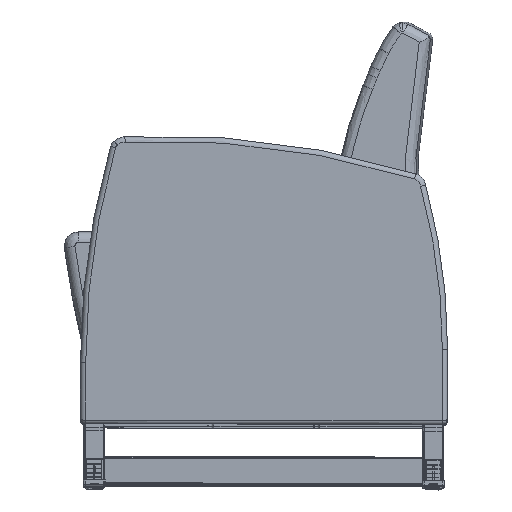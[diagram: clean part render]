
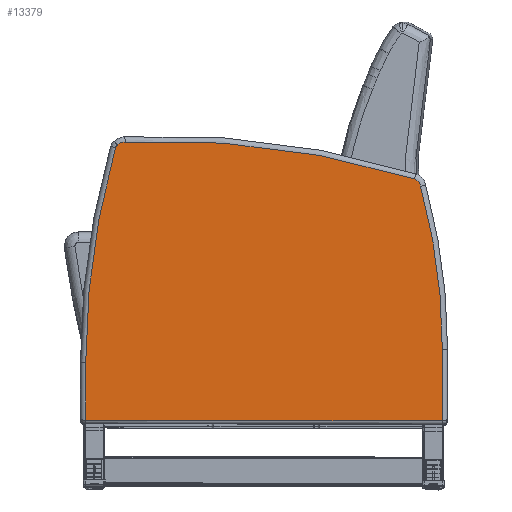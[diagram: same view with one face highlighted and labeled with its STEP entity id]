
A CAD part, top view. The second image highlights one B-rep face of the part: STEP entity #13379.
In plain terms, the highlighted face is planar.
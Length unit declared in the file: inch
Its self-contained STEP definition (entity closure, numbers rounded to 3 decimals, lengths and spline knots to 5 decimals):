
#278=PLANE('',#14570);
#924=LINE('',#23675,#1698);
#927=LINE('',#23763,#1701);
#933=LINE('',#23845,#1707);
#1698=VECTOR('',#16432,0.3937);
#1701=VECTOR('',#16443,0.3937);
#1707=VECTOR('',#16487,0.3937);
#2850=FACE_OUTER_BOUND('',#3784,.T.);
#3784=EDGE_LOOP('',(#9865,#9866,#9867,#9868,#9869,#9870,#9871,#9872,#9873));
#4738=CIRCLE('',#14539,43.454);
#4742=CIRCLE('',#14545,0.625);
#4743=CIRCLE('',#14547,59.875);
#4745=CIRCLE('',#14550,0.875);
#4747=CIRCLE('',#14552,0.375);
#4749=CIRCLE('',#14555,56.682);
#6016=VERTEX_POINT('',#23406);
#6018=VERTEX_POINT('',#23453);
#6038=VERTEX_POINT('',#23674);
#6040=VERTEX_POINT('',#23710);
#6041=VERTEX_POINT('',#23711);
#6045=VERTEX_POINT('',#23767);
#6046=VERTEX_POINT('',#23771);
#6048=VERTEX_POINT('',#23788);
#6050=VERTEX_POINT('',#23813);
#7349=EDGE_CURVE('',#6016,#6038,#924,.T.);
#7352=EDGE_CURVE('',#6040,#6041,#4738,.T.);
#7357=EDGE_CURVE('',#6041,#6018,#927,.T.);
#7360=EDGE_CURVE('',#6045,#6040,#4742,.T.);
#7361=EDGE_CURVE('',#6046,#6045,#4743,.T.);
#7364=EDGE_CURVE('',#6048,#6046,#4745,.T.);
#7367=EDGE_CURVE('',#6050,#6048,#4747,.T.);
#7370=EDGE_CURVE('',#6038,#6050,#4749,.T.);
#7377=EDGE_CURVE('',#6018,#6016,#933,.T.);
#9865=ORIENTED_EDGE('',*,*,#7349,.F.);
#9866=ORIENTED_EDGE('',*,*,#7377,.F.);
#9867=ORIENTED_EDGE('',*,*,#7357,.F.);
#9868=ORIENTED_EDGE('',*,*,#7352,.F.);
#9869=ORIENTED_EDGE('',*,*,#7360,.F.);
#9870=ORIENTED_EDGE('',*,*,#7361,.F.);
#9871=ORIENTED_EDGE('',*,*,#7364,.F.);
#9872=ORIENTED_EDGE('',*,*,#7367,.F.);
#9873=ORIENTED_EDGE('',*,*,#7370,.F.);
#13379=ADVANCED_FACE('',(#2850),#278,.F.);
#14539=AXIS2_PLACEMENT_3D('',#23712,#16436,#16437);
#14545=AXIS2_PLACEMENT_3D('',#23769,#16450,#16451);
#14547=AXIS2_PLACEMENT_3D('',#23772,#16454,#16455);
#14550=AXIS2_PLACEMENT_3D('',#23789,#16460,#16461);
#14552=AXIS2_PLACEMENT_3D('',#23814,#16464,#16465);
#14555=AXIS2_PLACEMENT_3D('',#23834,#16470,#16471);
#14570=AXIS2_PLACEMENT_3D('',#23862,#16513,#16514);
#16432=DIRECTION('',(0.,1.,0.));
#16436=DIRECTION('center_axis',(0.,0.,1.));
#16437=DIRECTION('ref_axis',(-0.991,0.134,0.));
#16443=DIRECTION('',(0.,-1.,0.));
#16450=DIRECTION('center_axis',(0.,0.,1.));
#16451=DIRECTION('ref_axis',(-0.761,0.649,0.));
#16454=DIRECTION('center_axis',(0.,0.,1.));
#16455=DIRECTION('ref_axis',(-0.124,0.992,0.));
#16460=DIRECTION('center_axis',(0.,0.,1.));
#16461=DIRECTION('ref_axis',(0.367,0.93,0.));
#16464=DIRECTION('center_axis',(0.,0.,1.));
#16465=DIRECTION('ref_axis',(0.828,0.56,0.));
#16470=DIRECTION('center_axis',(0.,0.,1.));
#16471=DIRECTION('ref_axis',(0.991,0.136,0.));
#16487=DIRECTION('',(1.,0.,0.));
#16513=DIRECTION('center_axis',(0.,0.,1.));
#16514=DIRECTION('ref_axis',(1.,0.,0.));
#23406=CARTESIAN_POINT('',(27.75546,-1.42245,0.));
#23453=CARTESIAN_POINT('',(2.36377,-1.42245,0.));
#23674=CARTESIAN_POINT('',(27.75546,2.67632,0.));
#23675=CARTESIAN_POINT('',(27.75546,2.45177,0.));
#23710=CARTESIAN_POINT('',(3.93921,15.27313,0.));
#23711=CARTESIAN_POINT('',(2.36377,3.66555,0.));
#23712=CARTESIAN_POINT('Origin',(45.81777,3.67847,0.));
#23763=CARTESIAN_POINT('',(2.36377,5.12075,0.));
#23767=CARTESIAN_POINT('',(4.37672,15.80487,0.));
#23769=CARTESIAN_POINT('Origin',(4.56076,15.20758,0.));
#23771=CARTESIAN_POINT('',(24.97766,18.38599,0.));
#23772=CARTESIAN_POINT('Origin',(22.00807,-41.41533,0.));
#23788=CARTESIAN_POINT('',(25.53144,18.16557,0.));
#23789=CARTESIAN_POINT('Origin',(24.95032,17.51141,0.));
#23813=CARTESIAN_POINT('',(25.65665,17.98575,0.));
#23814=CARTESIAN_POINT('Origin',(25.29972,17.87073,0.));
#23834=CARTESIAN_POINT('Origin',(-28.92653,2.7042,0.));
#23845=CARTESIAN_POINT('',(8.61435,-1.42245,0.));
#23862=CARTESIAN_POINT('Origin',(15.23992,6.576,0.));
